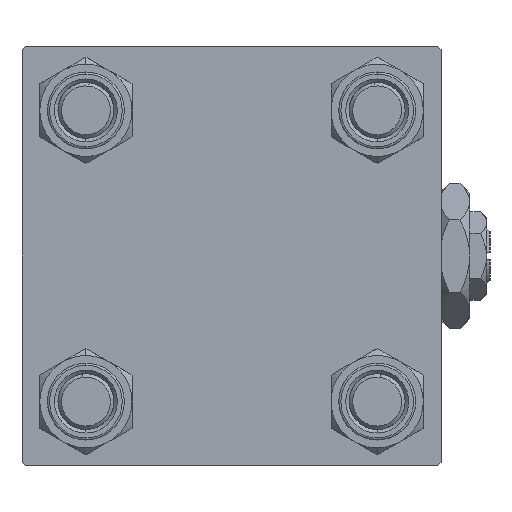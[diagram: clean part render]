
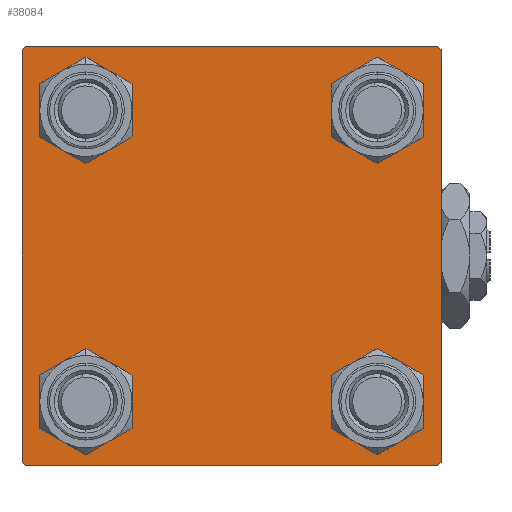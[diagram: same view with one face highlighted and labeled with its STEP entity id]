
A CAD part, left-side view. The second image highlights one B-rep face of the part: STEP entity #38084.
In plain terms, the highlighted planar face has unit normal (-1, 0, 0).
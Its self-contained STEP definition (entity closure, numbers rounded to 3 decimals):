
#373 = VERTEX_POINT ( 'NONE', #6690 ) ;
#415 = DIRECTION ( 'NONE',  ( 1., 0., 0. ) ) ;
#464 = VERTEX_POINT ( 'NONE', #44371 ) ;
#604 = CARTESIAN_POINT ( 'NONE',  ( 0., 20.85, -20.85 ) ) ;
#929 = EDGE_CURVE ( 'NONE', #8237, #33609, #48250, .T. ) ;
#1073 = AXIS2_PLACEMENT_3D ( 'NONE', #23053, #6753, #50892 ) ;
#2053 = VERTEX_POINT ( 'NONE', #41300 ) ;
#2708 = ORIENTED_EDGE ( 'NONE', *, *, #36195, .T. ) ;
#2994 = VERTEX_POINT ( 'NONE', #26943 ) ;
#3227 = CARTESIAN_POINT ( 'NONE',  ( 0., -20.85, 20.85 ) ) ;
#3244 = CARTESIAN_POINT ( 'NONE',  ( 0., 29.5, 30. ) ) ;
#3432 = EDGE_CURVE ( 'NONE', #34407, #52123, #46436, .T. ) ;
#4303 = CARTESIAN_POINT ( 'NONE',  ( 0., -20.85, -16.35 ) ) ;
#4352 = DIRECTION ( 'NONE',  ( 0., 0., 1. ) ) ;
#4821 = VERTEX_POINT ( 'NONE', #32819 ) ;
#4849 = FACE_BOUND ( 'NONE', #15790, .T. ) ;
#5014 = CARTESIAN_POINT ( 'NONE',  ( 0., 20.85, 16.35 ) ) ;
#5368 = CIRCLE ( 'NONE', #45486, 4.5 ) ;
#5555 = AXIS2_PLACEMENT_3D ( 'NONE', #26590, #26334, #30337 ) ;
#5637 = CARTESIAN_POINT ( 'NONE',  ( 0., 0., 0. ) ) ;
#5968 = DIRECTION ( 'NONE',  ( 0., 0., 1. ) ) ;
#6248 = CIRCLE ( 'NONE', #50644, 4.5 ) ;
#6659 = DIRECTION ( 'NONE',  ( 1., 0., 0. ) ) ;
#6690 = CARTESIAN_POINT ( 'NONE',  ( 0., -20.85, 16.35 ) ) ;
#6753 = DIRECTION ( 'NONE',  ( 1., 0., 0. ) ) ;
#6903 = DIRECTION ( 'NONE',  ( 0., -0.707, -0.707 ) ) ;
#7641 = VERTEX_POINT ( 'NONE', #31851 ) ;
#8237 = VERTEX_POINT ( 'NONE', #3244 ) ;
#8826 = AXIS2_PLACEMENT_3D ( 'NONE', #5637, #21925, #17916 ) ;
#9025 = ORIENTED_EDGE ( 'NONE', *, *, #3432, .T. ) ;
#9044 = DIRECTION ( 'NONE',  ( 0., 0., 1. ) ) ;
#9275 = EDGE_CURVE ( 'NONE', #8237, #2053, #46443, .T. ) ;
#9354 = ORIENTED_EDGE ( 'NONE', *, *, #34314, .T. ) ;
#9645 = EDGE_CURVE ( 'NONE', #464, #373, #51684, .T. ) ;
#9675 = VECTOR ( 'NONE', #36581, 1000. ) ;
#9929 = VERTEX_POINT ( 'NONE', #17449 ) ;
#10223 = VERTEX_POINT ( 'NONE', #4303 ) ;
#10754 = VECTOR ( 'NONE', #29868, 1000. ) ;
#11445 = CIRCLE ( 'NONE', #14869, 4.5 ) ;
#12587 = CARTESIAN_POINT ( 'NONE',  ( 0., -29.75, -29.75 ) ) ;
#12637 = VERTEX_POINT ( 'NONE', #38214 ) ;
#13093 = AXIS2_PLACEMENT_3D ( 'NONE', #15987, #6659, #39270 ) ;
#13663 = ORIENTED_EDGE ( 'NONE', *, *, #9275, .F. ) ;
#14031 = EDGE_LOOP ( 'NONE', ( #9354, #9025 ) ) ;
#14744 = CIRCLE ( 'NONE', #1073, 4.5 ) ;
#14869 = AXIS2_PLACEMENT_3D ( 'NONE', #37053, #415, #15470 ) ;
#15470 = DIRECTION ( 'NONE',  ( 0., 0., 1. ) ) ;
#15513 = VECTOR ( 'NONE', #51152, 1000. ) ;
#15625 = DIRECTION ( 'NONE',  ( 0., 0.707, -0.707 ) ) ;
#15790 = EDGE_LOOP ( 'NONE', ( #2708, #40393 ) ) ;
#15987 = CARTESIAN_POINT ( 'NONE',  ( 0., 20.85, 20.85 ) ) ;
#16246 = CARTESIAN_POINT ( 'NONE',  ( 0., 30., 30. ) ) ;
#17359 = ORIENTED_EDGE ( 'NONE', *, *, #46390, .T. ) ;
#17449 = CARTESIAN_POINT ( 'NONE',  ( 0., -20.85, -25.35 ) ) ;
#17693 = ORIENTED_EDGE ( 'NONE', *, *, #43640, .F. ) ;
#17916 = DIRECTION ( 'NONE',  ( 0., 0., 1. ) ) ;
#18766 = ORIENTED_EDGE ( 'NONE', *, *, #929, .T. ) ;
#18949 = CIRCLE ( 'NONE', #36899, 4.5 ) ;
#19027 = VECTOR ( 'NONE', #15625, 1000. ) ;
#20006 = VECTOR ( 'NONE', #49748, 1000. ) ;
#21576 = DIRECTION ( 'NONE',  ( 1., 0., 0. ) ) ;
#21925 = DIRECTION ( 'NONE',  ( -1., 0., 0. ) ) ;
#22787 = EDGE_CURVE ( 'NONE', #38065, #40478, #43284, .T. ) ;
#23053 = CARTESIAN_POINT ( 'NONE',  ( 0., 20.85, -20.85 ) ) ;
#23580 = EDGE_LOOP ( 'NONE', ( #29276, #17359 ) ) ;
#23621 = LINE ( 'NONE', #35395, #30201 ) ;
#23808 = ORIENTED_EDGE ( 'NONE', *, *, #37160, .T. ) ;
#24664 = CARTESIAN_POINT ( 'NONE',  ( 0., 20.85, -25.35 ) ) ;
#24805 = LINE ( 'NONE', #16246, #9675 ) ;
#25684 = FACE_BOUND ( 'NONE', #33548, .T. ) ;
#25951 = FACE_BOUND ( 'NONE', #14031, .T. ) ;
#26334 = DIRECTION ( 'NONE',  ( 1., 0., 0. ) ) ;
#26572 = CARTESIAN_POINT ( 'NONE',  ( 0., 30., 29.5 ) ) ;
#26590 = CARTESIAN_POINT ( 'NONE',  ( 0., -20.85, 20.85 ) ) ;
#26751 = VERTEX_POINT ( 'NONE', #24664 ) ;
#26808 = CARTESIAN_POINT ( 'NONE',  ( 0., -30., 30. ) ) ;
#26943 = CARTESIAN_POINT ( 'NONE',  ( 0., 20.85, -16.35 ) ) ;
#27383 = ORIENTED_EDGE ( 'NONE', *, *, #22787, .T. ) ;
#28333 = CARTESIAN_POINT ( 'NONE',  ( 0., 20.85, 25.35 ) ) ;
#28444 = CARTESIAN_POINT ( 'NONE',  ( 0., 20.85, 20.85 ) ) ;
#29276 = ORIENTED_EDGE ( 'NONE', *, *, #9645, .T. ) ;
#29614 = CARTESIAN_POINT ( 'NONE',  ( 0., 30., 30. ) ) ;
#29868 = DIRECTION ( 'NONE',  ( 0., -1., 0. ) ) ;
#30201 = VECTOR ( 'NONE', #43680, 1000. ) ;
#30204 = AXIS2_PLACEMENT_3D ( 'NONE', #28444, #44763, #5968 ) ;
#30337 = DIRECTION ( 'NONE',  ( 0., 0., 1. ) ) ;
#30810 = LINE ( 'NONE', #26808, #15513 ) ;
#31494 = CARTESIAN_POINT ( 'NONE',  ( 0., 29.75, -29.75 ) ) ;
#31544 = EDGE_CURVE ( 'NONE', #26751, #2994, #18949, .T. ) ;
#31553 = LINE ( 'NONE', #32084, #34598 ) ;
#31851 = CARTESIAN_POINT ( 'NONE',  ( 0., -30., 29.5 ) ) ;
#32084 = CARTESIAN_POINT ( 'NONE',  ( 0., -29.75, 29.75 ) ) ;
#32819 = CARTESIAN_POINT ( 'NONE',  ( 0., -30., -29.5 ) ) ;
#32907 = LINE ( 'NONE', #12587, #20006 ) ;
#33436 = FACE_BOUND ( 'NONE', #23580, .T. ) ;
#33548 = EDGE_LOOP ( 'NONE', ( #40715, #42068 ) ) ;
#33609 = VERTEX_POINT ( 'NONE', #26572 ) ;
#34044 = ORIENTED_EDGE ( 'NONE', *, *, #34425, .T. ) ;
#34314 = EDGE_CURVE ( 'NONE', #52123, #34407, #48107, .T. ) ;
#34407 = VERTEX_POINT ( 'NONE', #5014 ) ;
#34425 = EDGE_CURVE ( 'NONE', #33609, #38065, #24805, .T. ) ;
#34598 = VECTOR ( 'NONE', #40643, 1000. ) ;
#34989 = VECTOR ( 'NONE', #6903, 1000. ) ;
#35395 = CARTESIAN_POINT ( 'NONE',  ( 0., 30., -30. ) ) ;
#36094 = DIRECTION ( 'NONE',  ( 1., 0., 0. ) ) ;
#36195 = EDGE_CURVE ( 'NONE', #10223, #9929, #11445, .T. ) ;
#36581 = DIRECTION ( 'NONE',  ( 0., 0., -1. ) ) ;
#36899 = AXIS2_PLACEMENT_3D ( 'NONE', #604, #45785, #4352 ) ;
#37053 = CARTESIAN_POINT ( 'NONE',  ( 0., -20.85, -20.85 ) ) ;
#37160 = EDGE_CURVE ( 'NONE', #12637, #4821, #32907, .T. ) ;
#37205 = CARTESIAN_POINT ( 'NONE',  ( 0., 30., -29.5 ) ) ;
#37581 = ORIENTED_EDGE ( 'NONE', *, *, #48632, .T. ) ;
#38065 = VERTEX_POINT ( 'NONE', #37205 ) ;
#38084 = ADVANCED_FACE ( 'NONE', ( #33436, #4849, #25684, #25951, #42272 ), #49757, .T. ) ;
#38214 = CARTESIAN_POINT ( 'NONE',  ( 0., -29.5, -30. ) ) ;
#39270 = DIRECTION ( 'NONE',  ( 0., 0., 1. ) ) ;
#39858 = DIRECTION ( 'NONE',  ( 0., 0., 1. ) ) ;
#40029 = ORIENTED_EDGE ( 'NONE', *, *, #51112, .T. ) ;
#40393 = ORIENTED_EDGE ( 'NONE', *, *, #42295, .T. ) ;
#40478 = VERTEX_POINT ( 'NONE', #44007 ) ;
#40643 = DIRECTION ( 'NONE',  ( 0., 0.707, 0.707 ) ) ;
#40715 = ORIENTED_EDGE ( 'NONE', *, *, #45198, .T. ) ;
#41300 = CARTESIAN_POINT ( 'NONE',  ( 0., -29.5, 30. ) ) ;
#41664 = CARTESIAN_POINT ( 'NONE',  ( 0., -20.85, -20.85 ) ) ;
#42068 = ORIENTED_EDGE ( 'NONE', *, *, #31544, .T. ) ;
#42272 = FACE_OUTER_BOUND ( 'NONE', #42562, .T. ) ;
#42295 = EDGE_CURVE ( 'NONE', #9929, #10223, #5368, .T. ) ;
#42562 = EDGE_LOOP ( 'NONE', ( #34044, #27383, #37581, #23808, #17693, #40029, #13663, #18766 ) ) ;
#43284 = LINE ( 'NONE', #31494, #34989 ) ;
#43640 = EDGE_CURVE ( 'NONE', #7641, #4821, #30810, .T. ) ;
#43680 = DIRECTION ( 'NONE',  ( 0., -1., 0. ) ) ;
#44007 = CARTESIAN_POINT ( 'NONE',  ( 0., 29.5, -30. ) ) ;
#44371 = CARTESIAN_POINT ( 'NONE',  ( 0., -20.85, 25.35 ) ) ;
#44763 = DIRECTION ( 'NONE',  ( 1., 0., 0. ) ) ;
#45198 = EDGE_CURVE ( 'NONE', #2994, #26751, #14744, .T. ) ;
#45486 = AXIS2_PLACEMENT_3D ( 'NONE', #41664, #21576, #9044 ) ;
#45785 = DIRECTION ( 'NONE',  ( 1., 0., 0. ) ) ;
#46390 = EDGE_CURVE ( 'NONE', #373, #464, #6248, .T. ) ;
#46436 = CIRCLE ( 'NONE', #30204, 4.5 ) ;
#46443 = LINE ( 'NONE', #29614, #10754 ) ;
#48107 = CIRCLE ( 'NONE', #13093, 4.5 ) ;
#48250 = LINE ( 'NONE', #51494, #19027 ) ;
#48632 = EDGE_CURVE ( 'NONE', #40478, #12637, #23621, .T. ) ;
#49748 = DIRECTION ( 'NONE',  ( 0., -0.707, 0.707 ) ) ;
#49757 = PLANE ( 'NONE',  #8826 ) ;
#50644 = AXIS2_PLACEMENT_3D ( 'NONE', #3227, #36094, #39858 ) ;
#50892 = DIRECTION ( 'NONE',  ( 0., 0., 1. ) ) ;
#51112 = EDGE_CURVE ( 'NONE', #7641, #2053, #31553, .T. ) ;
#51152 = DIRECTION ( 'NONE',  ( 0., 0., -1. ) ) ;
#51494 = CARTESIAN_POINT ( 'NONE',  ( 0., 29.75, 29.75 ) ) ;
#51684 = CIRCLE ( 'NONE', #5555, 4.5 ) ;
#52123 = VERTEX_POINT ( 'NONE', #28333 ) ;
